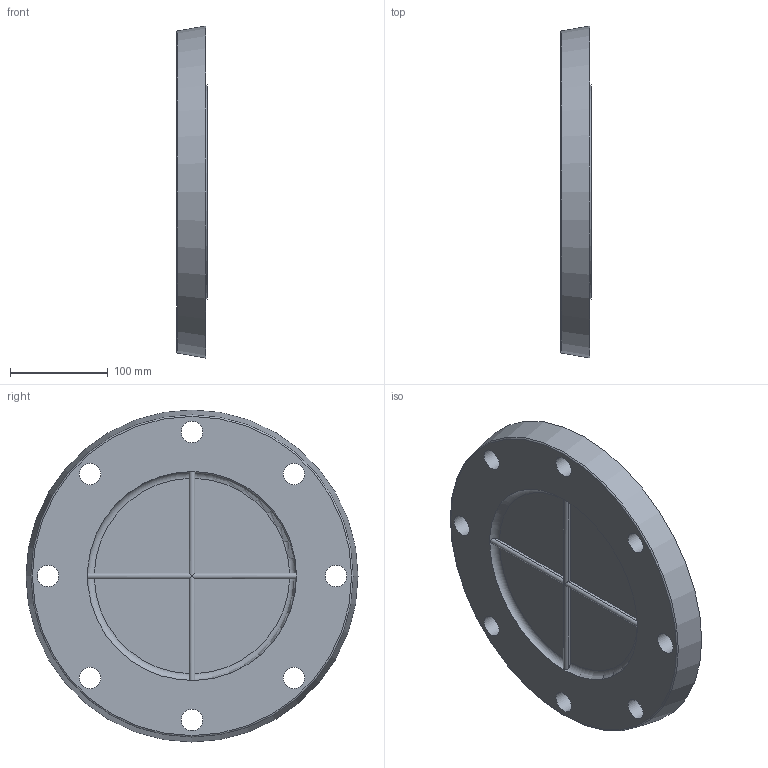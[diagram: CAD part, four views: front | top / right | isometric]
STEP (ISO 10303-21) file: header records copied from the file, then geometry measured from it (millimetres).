
FILE_DESCRIPTION(/* description */ (''),/* implementation_level */ '2;1');
FILE_NAME(/* name */ 'BF002000.stp',/* time_stamp */ '2016-10-27T14:56:49+02:00',/* author */ ('Gabriele'),/* organization */ (''),/* preprocessor_version */ 'ST-DEVELOPER v16.5',/* originating_system */ 'Autodesk Inventor 2017',/* authorisation */ '');
FILE_SCHEMA (('AUTOMOTIVE_DESIGN { 1 0 10303 214 3 1 1 }'));
Length unit declared in the file: millimetre
Products named in the file (1): BF002000
Bounding box: 31.5 x 340 x 340 mm (x, y, z)
Volume: 2207853 mm3; surface area: 259847.6 mm2
Topology: 1 solids, 1 shells, 843 faces, 1769 edges, 964 vertices
Faces by surface type: torus 322, cylinder 307, sphere 128, plane 85, cone 1
Full cylindrical faces by diameter (mm): 22 x8, 200 x1, 203.333 x1, 206.667 x1, 210 x1, 213.333 x1, 216.667 x1, 220 x1
Entity records: 22470 total; most frequent: DIRECTION 4752, CARTESIAN_POINT 3685, ORIENTED_EDGE 3476, AXIS2_PLACEMENT_3D 2174, EDGE_CURVE 1738, CIRCLE 1318, VERTEX_POINT 955, EDGE_LOOP 917
